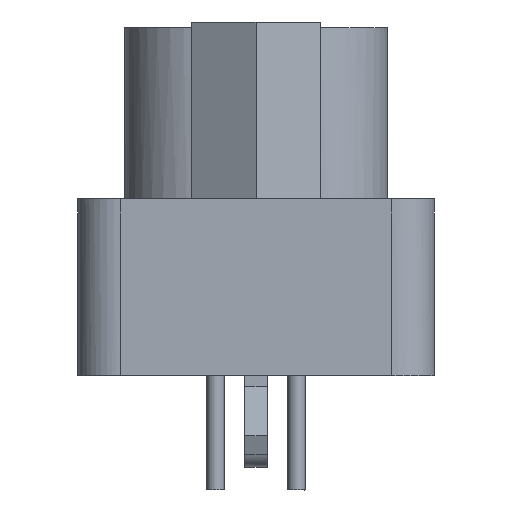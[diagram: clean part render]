
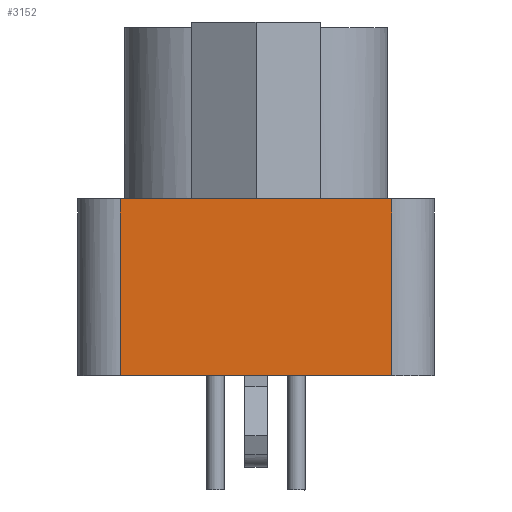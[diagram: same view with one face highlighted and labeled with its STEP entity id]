
A CAD part, left-side view. The second image highlights one B-rep face of the part: STEP entity #3152.
In plain terms, the highlighted free-form (B-spline) face has degree [1, 1] with [2, 2] control points.
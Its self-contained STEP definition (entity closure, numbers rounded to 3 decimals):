
#2878=CARTESIAN_POINT('V41',(-34.85,-8.865,
   0.5));
#2879=VERTEX_POINT('V41',#2878);
#2880=CARTESIAN_POINT('V42',(-34.85,0.635,
   0.5));
#2881=VERTEX_POINT('V42',#2880);
#2882=CARTESIAN_POINT('E55',(-34.85,-8.865,
   0.5));
#2883=CARTESIAN_POINT('E55',(-34.85,0.635,
   0.5));
#2884=B_SPLINE_CURVE_WITH_KNOTS('E55',1,(#2882,#2883),
   .POLYLINE_FORM.,.F.,.U.,(2,2),(0.0,1.532),
   .UNSPECIFIED.);
#2885=EDGE_CURVE('E55',#2879,#2881,#2884,.T.);
#3107=CARTESIAN_POINT('V64',(-34.85,0.635,
   -5.7));
#3108=VERTEX_POINT('V64',#3107);
#3122=CARTESIAN_POINT('E85',(-34.85,0.635,
   -5.7));
#3123=CARTESIAN_POINT('E85',(-34.85,0.635,
   0.5));
#3124=QUASI_UNIFORM_CURVE('E85',1,(#3122,#3123),.POLYLINE_FORM.,.F.,
   .U.);
#3125=EDGE_CURVE('E85',#3108,#2881,#3124,.T.);
#3131=CARTESIAN_POINT('F28',(-34.85,0.735,
   -5.8));
#3132=CARTESIAN_POINT('F28',(-34.85,-8.965,
   -5.8));
#3133=CARTESIAN_POINT('F28',(-34.85,0.735,
   0.6));
#3134=CARTESIAN_POINT('F28',(-34.85,-8.965,
   0.6));
#3135=B_SPLINE_SURFACE_WITH_KNOTS('F28',1,1,((#3131,#3133),(#3132,
   #3134)),.PLANE_SURF.,.F.,.F.,.U.,(2,2),(2,2),(0.0,
   1.516),(0.0,1.0),.UNSPECIFIED.);
#3136=ORIENTED_EDGE('E85',*,*,#3125,.F.);
#3137=CARTESIAN_POINT('V57',(-34.85,-8.865,
   -5.7));
#3138=VERTEX_POINT('V57',#3137);
#3139=CARTESIAN_POINT('E86',(-34.85,0.635,
   -5.7));
#3140=CARTESIAN_POINT('E86',(-34.85,-8.865,
   -5.7));
#3141=B_SPLINE_CURVE_WITH_KNOTS('E86',1,(#3139,#3140),
   .POLYLINE_FORM.,.F.,.U.,(2,2),(0.0,1.532),
   .UNSPECIFIED.);
#3142=EDGE_CURVE('E86',#3108,#3138,#3141,.T.);
#3143=ORIENTED_EDGE('E86',*,*,#3142,.T.);
#3144=CARTESIAN_POINT('E71',(-34.85,-8.865,
   0.5));
#3145=CARTESIAN_POINT('E71',(-34.85,-8.865,
   -5.7));
#3146=QUASI_UNIFORM_CURVE('E71',1,(#3144,#3145),.POLYLINE_FORM.,.F.,
   .U.);
#3147=EDGE_CURVE('E71',#2879,#3138,#3146,.T.);
#3148=ORIENTED_EDGE('E71',*,*,#3147,.F.);
#3149=ORIENTED_EDGE('E55',*,*,#2885,.T.);
#3150=EDGE_LOOP('F28',(#3136,#3143,#3148,#3149));
#3151=FACE_OUTER_BOUND('F28',#3150,.T.);
#3152=ADVANCED_FACE('F28',(#3151),#3135,.T.);
